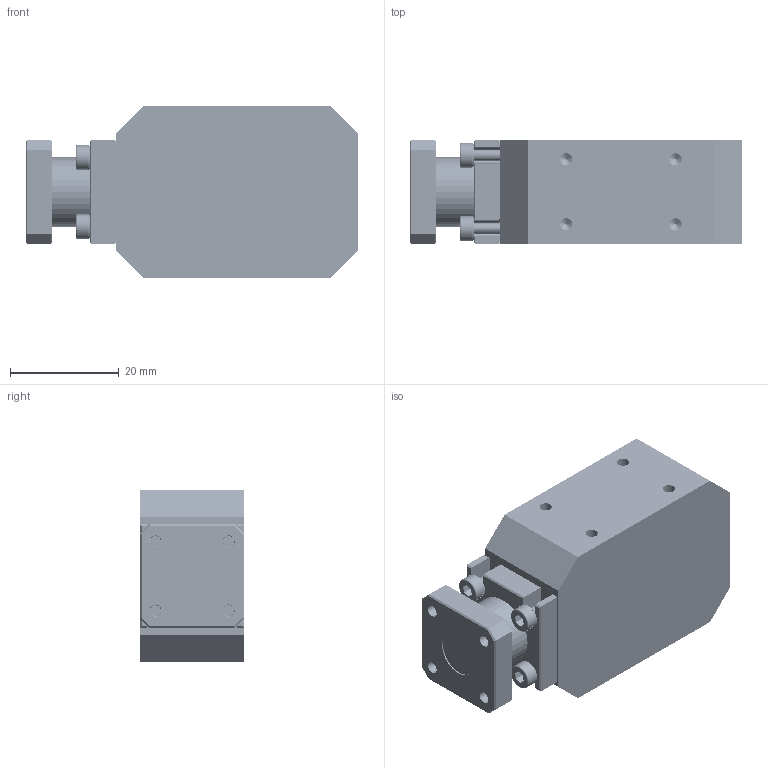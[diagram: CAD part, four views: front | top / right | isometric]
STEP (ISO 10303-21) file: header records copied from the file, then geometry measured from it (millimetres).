
FILE_DESCRIPTION (( 'STEP AP203' ), '1' );
FILE_NAME ('SAT-333-32828-C1.STEP', '2018-10-02T22:08:53', ( '' ), ( '' ), 'SwSTEP 2.0', 'SolidWorks 2016', '' );
FILE_SCHEMA (( 'CONFIG_CONTROL_DESIGN' ));
Products named in the file (1): SAT-333-32828-C1
Bounding box: 60.96 x 19.05 x 31.75 mm (x, y, z)
Volume: 29358.3 mm3; surface area: 16345.6 mm2
Topology: 24 solids, 24 shells, 2919 faces, 8031 edges, 5207 vertices
Faces by surface type: cylinder 1895, plane 687, cone 287, bspline 42, torus 8
Entity records: 130356 total; most frequent: CARTESIAN_POINT 67089, ORIENTED_EDGE 15998, DIRECTION 10531, EDGE_CURVE 7999, VERTEX_POINT 5207, AXIS2_PLACEMENT_3D 3817, EDGE_LOOP 3040, ADVANCED_FACE 2919
